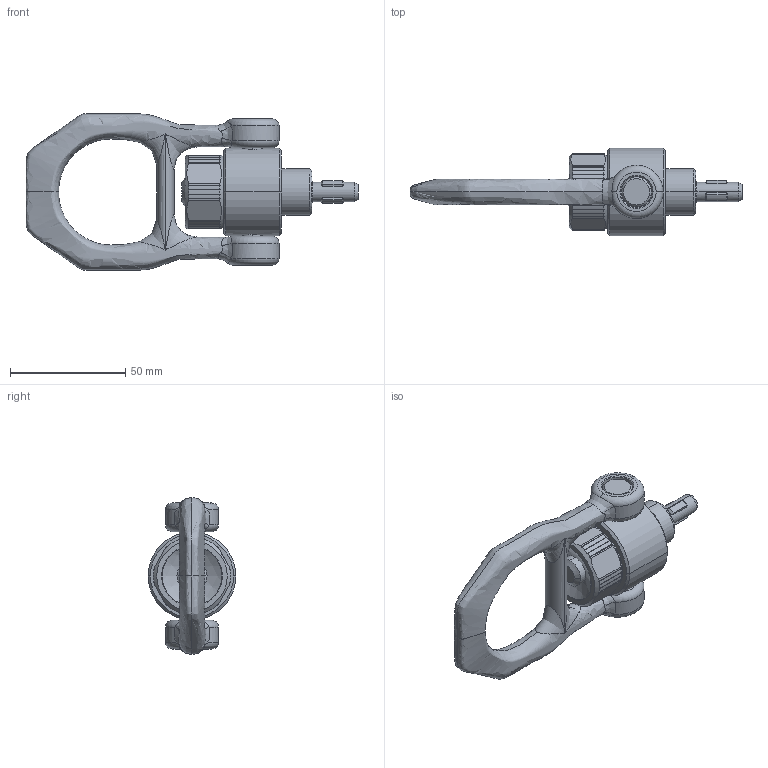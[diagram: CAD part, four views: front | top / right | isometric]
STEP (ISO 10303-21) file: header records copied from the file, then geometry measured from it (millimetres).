
FILE_DESCRIPTION(('STEP AP214'),'1');
FILE_NAME('HALDERN_EH_22353_0010.stp','2021-02-26T07:19:45',('TraceParts'),('TraceParts S.A.'),'Spatial InterOp 3D',' ',' ');
FILE_SCHEMA(('AUTOMOTIVE_DESIGN { 1 0 10303 214 1 1 1 1 }'));
Length unit declared in the file: millimetre
Products named in the file (1): HALDERN_EH_22353_0010_1
Bounding box: 143.81 x 38 x 67.99 mm (x, y, z)
Volume: 79992.1 mm3; surface area: 26216.7 mm2
Topology: 3 solids, 4 shells, 272 faces, 718 edges, 469 vertices
Faces by surface type: cylinder 93, plane 88, cone 42, torus 30, bspline 18, sphere 1
Entity records: 30622 total; most frequent: CARTESIAN_POINT 21879, ORIENTED_EDGE 1436, DIRECTION 1311, EDGE_CURVE 718, AXIS2_PLACEMENT_3D 558, VERTEX_POINT 469, EDGE_LOOP 297, CIRCLE 289
